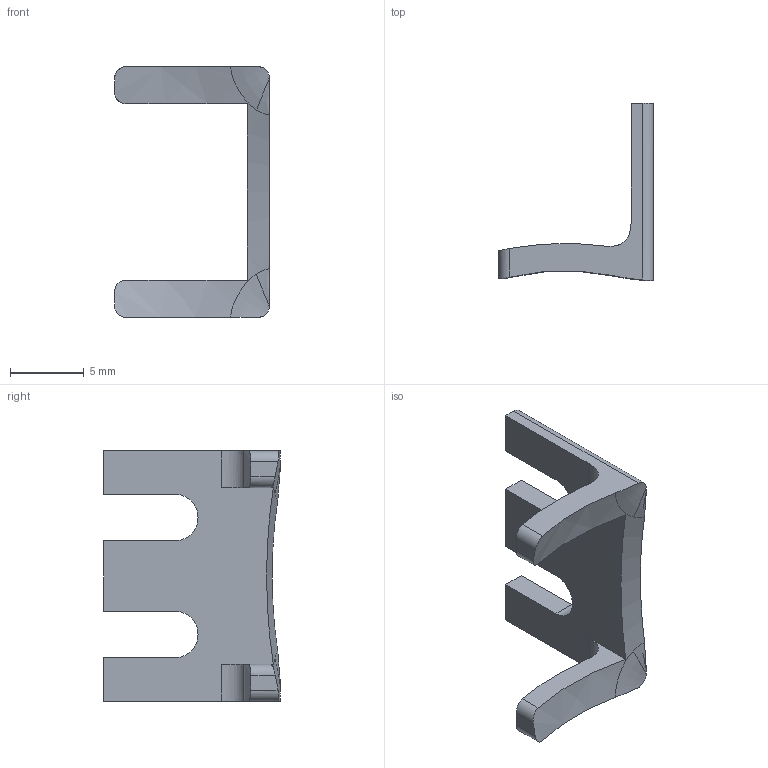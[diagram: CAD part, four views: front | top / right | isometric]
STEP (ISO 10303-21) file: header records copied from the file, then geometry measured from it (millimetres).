
FILE_DESCRIPTION(/* description */ (''),/* implementation_level */ '2;1');
FILE_NAME(/* name */ 'rat_headplateACx.stp',/* time_stamp */ '2022-07-08T12:22:33-05:00',/* author */ ('Brian'),/* organization */ (''),/* preprocessor_version */ 'ST-DEVELOPER v18.1',/* originating_system */ 'Autodesk Inventor 2021',/* authorisation */ '');
FILE_SCHEMA (('AUTOMOTIVE_DESIGN { 1 0 10303 214 3 1 1 }'));
Length unit declared in the file: millimetre
Products named in the file (1): rat_headplateACx
Bounding box: 10.5 x 12 x 17 mm (x, y, z)
Volume: 311.3 mm3; surface area: 576.4 mm2
Topology: 1 solids, 1 shells, 32 faces, 92 edges, 62 vertices
Faces by surface type: plane 15, cylinder 10, bspline 7
Entity records: 1436 total; most frequent: CARTESIAN_POINT 617, ORIENTED_EDGE 184, DIRECTION 128, EDGE_CURVE 92, VERTEX_POINT 62, LINE 48, VECTOR 48, AXIS2_PLACEMENT_3D 40
